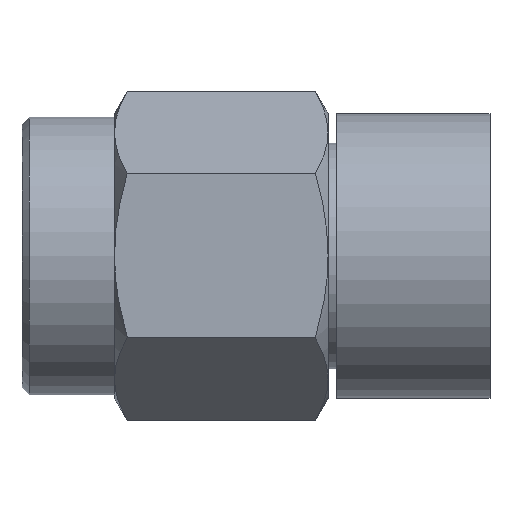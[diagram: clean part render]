
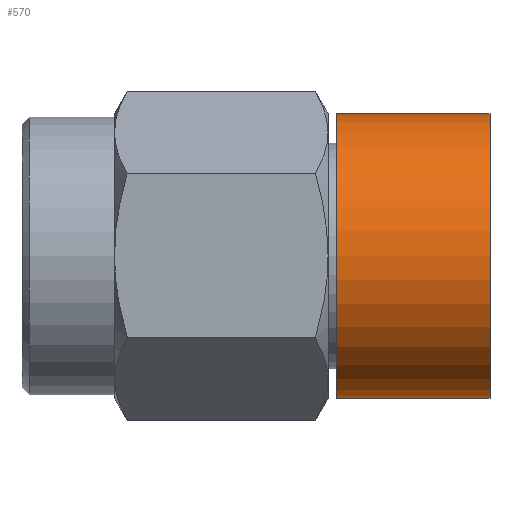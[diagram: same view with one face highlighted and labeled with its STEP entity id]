
A CAD part, top view. The second image highlights one B-rep face of the part: STEP entity #570.
In plain terms, the highlighted cylindrical face has radius 4 mm (diameter 8 mm), a partial arc.
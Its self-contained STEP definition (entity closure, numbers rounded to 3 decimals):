
#22 = LINE ( 'NONE', #1101, #974 ) ;
#51 = VERTEX_POINT ( 'NONE', #599 ) ;
#62 = DIRECTION ( 'NONE',  ( 0., 1., 0. ) ) ;
#74 = EDGE_CURVE ( 'NONE', #131, #51, #397, .T. ) ;
#86 = LINE ( 'NONE', #238, #759 ) ;
#131 = VERTEX_POINT ( 'NONE', #173 ) ;
#173 = CARTESIAN_POINT ( 'NONE',  ( 8.85, 4., 0. ) ) ;
#235 = EDGE_CURVE ( 'NONE', #580, #51, #86, .T. ) ;
#236 = DIRECTION ( 'NONE',  ( -1., 0., 0. ) ) ;
#238 = CARTESIAN_POINT ( 'NONE',  ( 13.15, -4., 0. ) ) ;
#301 = CARTESIAN_POINT ( 'NONE',  ( 13.15, 4., 0. ) ) ;
#313 = VERTEX_POINT ( 'NONE', #301 ) ;
#397 = CIRCLE ( 'NONE', #478, 4. ) ;
#403 = ORIENTED_EDGE ( 'NONE', *, *, #74, .T. ) ;
#478 = AXIS2_PLACEMENT_3D ( 'NONE', #1388, #860, #62 ) ;
#548 = AXIS2_PLACEMENT_3D ( 'NONE', #960, #1653, #1503 ) ;
#570 = ADVANCED_FACE ( 'NONE', ( #1313 ), #1609, .T. ) ;
#580 = VERTEX_POINT ( 'NONE', #1464 ) ;
#599 = CARTESIAN_POINT ( 'NONE',  ( 8.85, -4., 0. ) ) ;
#648 = CARTESIAN_POINT ( 'NONE',  ( 13.808, 0., 0. ) ) ;
#738 = ORIENTED_EDGE ( 'NONE', *, *, #1732, .T. ) ;
#759 = VECTOR ( 'NONE', #1728, 1000. ) ;
#828 = CIRCLE ( 'NONE', #548, 4. ) ;
#860 = DIRECTION ( 'NONE',  ( 1., 0., 0. ) ) ;
#960 = CARTESIAN_POINT ( 'NONE',  ( 13.15, 0., 0. ) ) ;
#974 = VECTOR ( 'NONE', #1223, 1000. ) ;
#980 = EDGE_LOOP ( 'NONE', ( #403, #1458, #1184, #738 ) ) ;
#1101 = CARTESIAN_POINT ( 'NONE',  ( 13.15, 4., 0. ) ) ;
#1184 = ORIENTED_EDGE ( 'NONE', *, *, #1219, .F. ) ;
#1219 = EDGE_CURVE ( 'NONE', #313, #580, #828, .T. ) ;
#1223 = DIRECTION ( 'NONE',  ( -1., 0., 0. ) ) ;
#1313 = FACE_OUTER_BOUND ( 'NONE', #980, .T. ) ;
#1333 = DIRECTION ( 'NONE',  ( 0., 1., 0. ) ) ;
#1388 = CARTESIAN_POINT ( 'NONE',  ( 8.85, 0., 0. ) ) ;
#1458 = ORIENTED_EDGE ( 'NONE', *, *, #235, .F. ) ;
#1464 = CARTESIAN_POINT ( 'NONE',  ( 13.15, -4., 0. ) ) ;
#1503 = DIRECTION ( 'NONE',  ( 0., 1., 0. ) ) ;
#1609 = CYLINDRICAL_SURFACE ( 'NONE', #1753, 4. ) ;
#1653 = DIRECTION ( 'NONE',  ( 1., 0., 0. ) ) ;
#1728 = DIRECTION ( 'NONE',  ( -1., 0., 0. ) ) ;
#1732 = EDGE_CURVE ( 'NONE', #313, #131, #22, .T. ) ;
#1753 = AXIS2_PLACEMENT_3D ( 'NONE', #648, #236, #1333 ) ;
